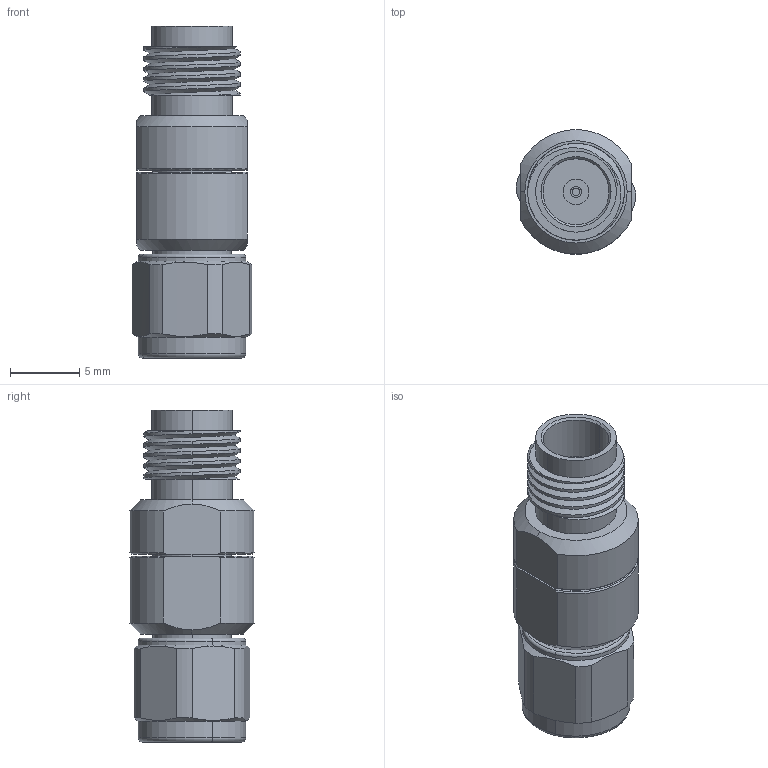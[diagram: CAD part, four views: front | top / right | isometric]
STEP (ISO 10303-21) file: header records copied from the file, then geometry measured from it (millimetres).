
FILE_DESCRIPTION (( 'STEP AP214' ), '1' );
FILE_NAME ('CT-VFEM-LN1_1.35-1.85-JK.STEP', '2023-12-07T19:14:02', ( '' ), ( '' ), 'SwSTEP 2.0', 'SolidWorks 2021', '' );
FILE_SCHEMA (( 'AUTOMOTIVE_DESIGN' ));
Length unit declared in the file: inch
Products named in the file (4): CT-VFEM-LN1_1.35-1.85-JK.STEP; 1.35-930.STEP; 1.35-1.85-JK-034-24.STEP; CT-VFEM-LN1_1.35-1.85-JK
Assembly tree (3 placements, depth 3):
  CT-VFEM-LN1_1.35-1.85-JK
    CT-VFEM-LN1_1.35-1.85-JK.STEP
      1.35-1.85-JK-034-24.STEP
      1.35-930.STEP
Bounding box: 8.65 x 8.97 x 24 mm (x, y, z)
Volume: 1009.9 mm3; surface area: 1212.4 mm2
Topology: 2 solids, 2 shells, 127 faces, 289 edges, 184 vertices
Faces by surface type: cylinder 63, plane 32, cone 26, torus 4, bspline 2
Entity records: 4854 total; most frequent: CARTESIAN_POINT 1859, DIRECTION 630, ORIENTED_EDGE 578, EDGE_CURVE 289, AXIS2_PLACEMENT_3D 266, VERTEX_POINT 184, EDGE_LOOP 147, CIRCLE 134
